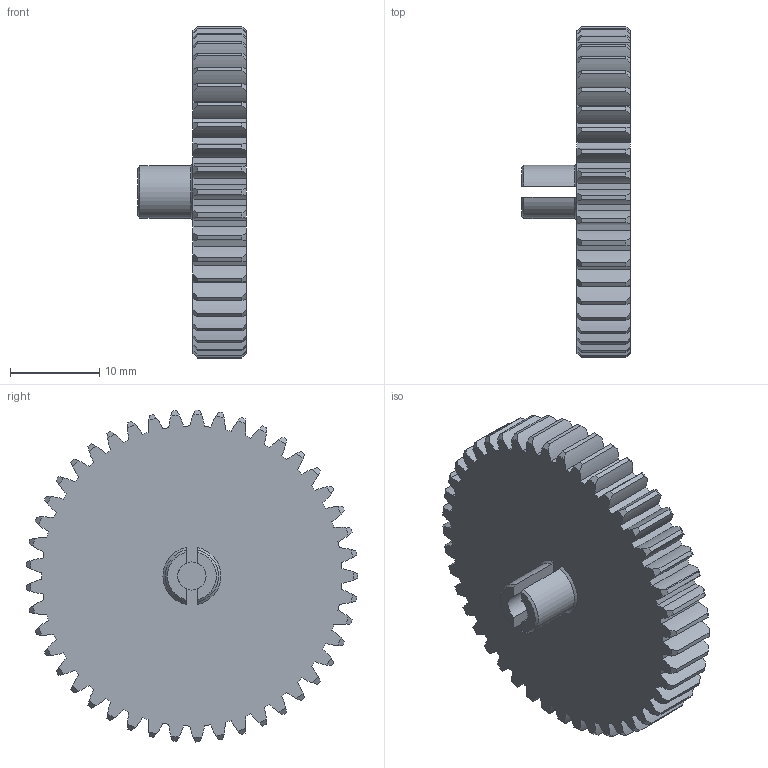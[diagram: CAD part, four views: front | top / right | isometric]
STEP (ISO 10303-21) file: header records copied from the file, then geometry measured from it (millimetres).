
FILE_DESCRIPTION (( 'STEP AP214' ), '1' );
FILE_NAME ('am-3203 45T 32DP 20PA NR Pinion Gear Only.STEP', '2017-08-29T22:47:25', ( '' ), ( '' ), 'SwSTEP 2.0', 'SolidWorks 2017', '' );
FILE_SCHEMA (( 'AUTOMOTIVE_DESIGN' ));
Length unit declared in the file: inch
Products named in the file (1): am-3203 45T 32DP 20PA NR Pinion Gear Only
Bounding box: 12.22 x 37.28 x 37.3 mm (x, y, z)
Volume: 6014.3 mm3; surface area: 3481.8 mm2
Topology: 1 solids, 1 shells, 291 faces, 864 edges, 576 vertices
Faces by surface type: cylinder 188, cone 94, plane 9
Entity records: 10240 total; most frequent: CARTESIAN_POINT 2302, DIRECTION 1730, ORIENTED_EDGE 1728, EDGE_CURVE 864, AXIS2_PLACEMENT_3D 764, VERTEX_POINT 576, CIRCLE 472, EDGE_LOOP 292
